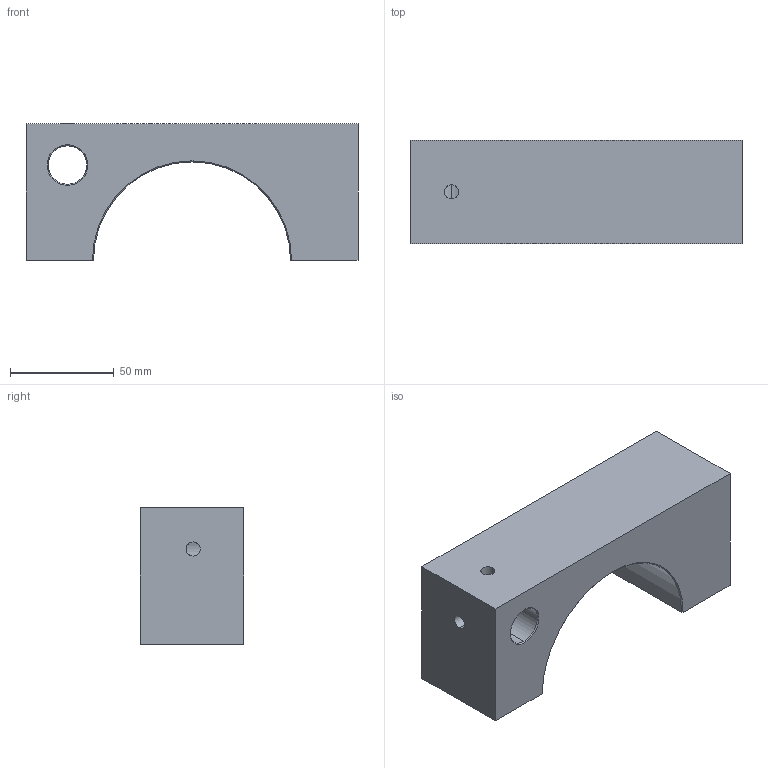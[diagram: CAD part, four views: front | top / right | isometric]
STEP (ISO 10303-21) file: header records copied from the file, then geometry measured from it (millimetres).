
FILE_DESCRIPTION (( 'STEP AP203' ), '1' );
FILE_NAME ('DEMI COQUILLE TARAUDE TAPMATIC.STEP', '2025-01-06T09:04:42', ( '' ), ( '' ), 'SwSTEP 2.0', 'SolidWorks 2012', '' );
FILE_SCHEMA (( 'CONFIG_CONTROL_DESIGN' ));
Length unit declared in the file: millimetre
Products named in the file (1): DEMI COQUILLE TARAUDE TAPMATIC
Bounding box: 160 x 50 x 66 mm (x, y, z)
Volume: 330642.1 mm3; surface area: 44625.1 mm2
Topology: 1 solids, 1 shells, 37 faces, 96 edges, 56 vertices
Faces by surface type: cone 15, cylinder 15, plane 7
Entity records: 1279 total; most frequent: CARTESIAN_POINT 312, DIRECTION 192, ORIENTED_EDGE 176, EDGE_CURVE 88, AXIS2_PLACEMENT_3D 72, VERTEX_POINT 56, LINE 48, VECTOR 48
